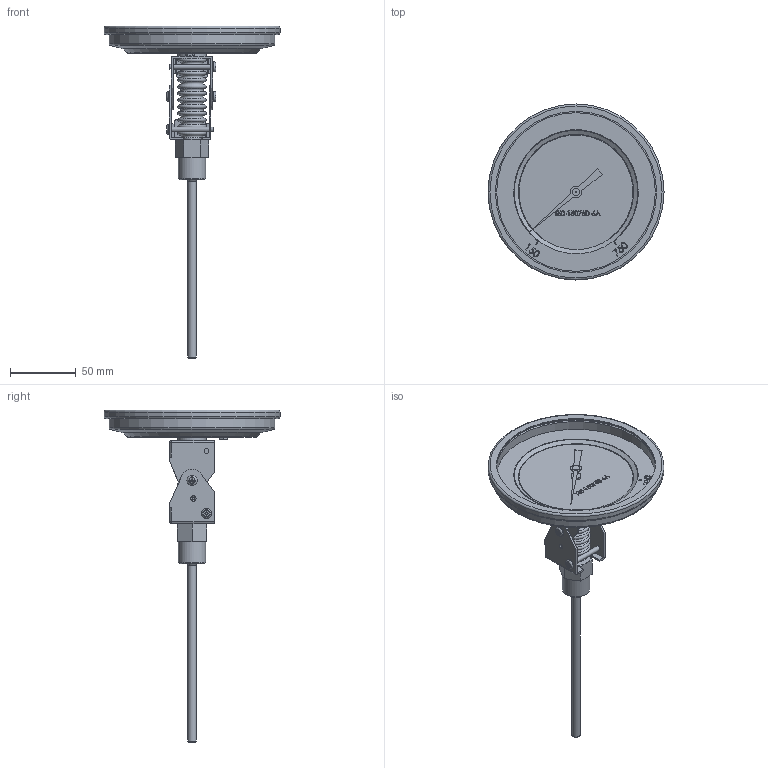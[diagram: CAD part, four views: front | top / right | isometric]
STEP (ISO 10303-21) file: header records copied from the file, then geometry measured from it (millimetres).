
FILE_DESCRIPTION (( 'STEP AP214' ), '1' );
FILE_NAME ('T50-150750-6A.STEP', '2022-11-30T10:06:06', ( '' ), ( '' ), 'SwSTEP 2.0', 'SolidWorks 2021', '' );
FILE_SCHEMA (( 'AUTOMOTIVE_DESIGN' ));
Length unit declared in the file: inch
Products named in the file (1): T50-150750-6A
Bounding box: 134.11 x 134.11 x 252.98 mm (x, y, z)
Volume: 167601.6 mm3; surface area: 63460.8 mm2
Topology: 1 solids, 1 shells, 499 faces, 1305 edges, 848 vertices
Faces by surface type: plane 296, bspline 94, cylinder 45, torus 37, cone 23, sphere 4
Full cylindrical faces by diameter (mm): 0.762 x1, 3.683 x4, 5.745 x1, 6.35 x1, 7.62 x1, 7.747 x4, 13.808 x1, 20.854 x1, 21.59 x1, 120.904 x2, 122.835 x1, 126.238 x1, 134.112 x1
Entity records: 24173 total; most frequent: CARTESIAN_POINT 9992, ORIENTED_EDGE 2436, DIRECTION 1967, EDGE_CURVE 1218, VERTEX_POINT 829, VECTOR 779, LINE 779, EDGE_LOOP 619
